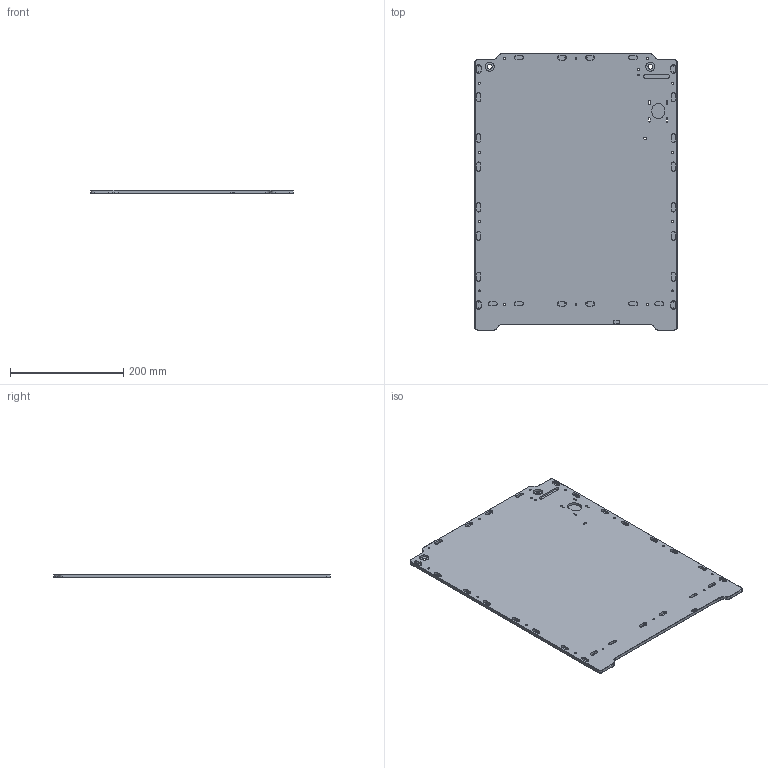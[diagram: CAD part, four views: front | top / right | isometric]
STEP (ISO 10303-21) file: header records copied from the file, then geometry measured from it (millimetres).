
FILE_DESCRIPTION (( 'STEP AP203' ), '1' );
FILE_NAME ('2212-01.STEP', '2014-11-19T16:40:24', ( '' ), ( '' ), 'SwSTEP 2.0', 'SolidWorks 2014', '' );
FILE_SCHEMA (( 'CONFIG_CONTROL_DESIGN' ));
Length unit declared in the file: millimetre
Products named in the file (1): 2212-01
Bounding box: 357 x 488 x 6 mm (x, y, z)
Volume: 1006065.4 mm3; surface area: 356959.6 mm2
Topology: 1 solids, 1 shells, 362 faces, 907 edges, 578 vertices
Faces by surface type: cylinder 169, plane 169, cone 24
Entity records: 11002 total; most frequent: DIRECTION 1995, CARTESIAN_POINT 1848, ORIENTED_EDGE 1814, EDGE_CURVE 907, AXIS2_PLACEMENT_3D 725, VERTEX_POINT 578, VECTOR 545, LINE 545
